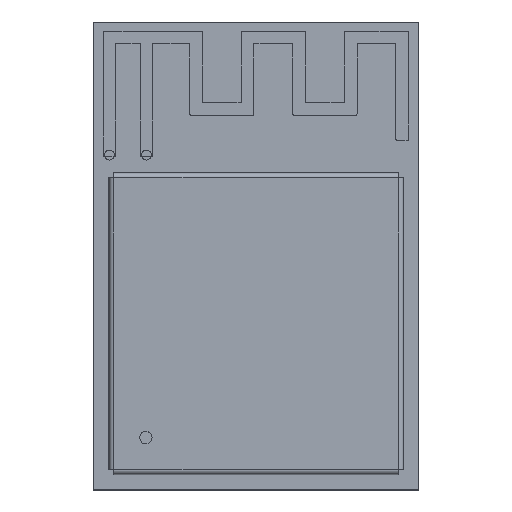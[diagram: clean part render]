
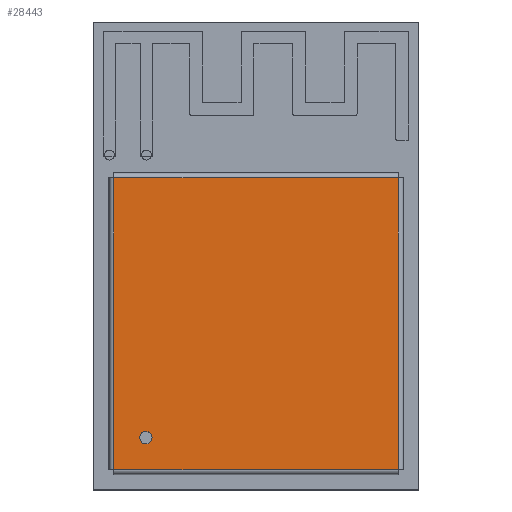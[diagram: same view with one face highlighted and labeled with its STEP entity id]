
A CAD part, top view. The second image highlights one B-rep face of the part: STEP entity #28443.
In plain terms, the highlighted face is planar.
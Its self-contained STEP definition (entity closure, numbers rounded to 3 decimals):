
#1089 = EDGE_CURVE ( 'NONE', #48312, #43236, #18045, .T. ) ;
#2118 = CARTESIAN_POINT ( 'NONE',  ( -4.475, 1.6, 5.775 ) ) ;
#3305 = LINE ( 'NONE', #77448, #57106 ) ;
#4394 = VERTEX_POINT ( 'NONE', #16774 ) ;
#4738 = EDGE_CURVE ( 'NONE', #30575, #48312, #41145, .T. ) ;
#5259 = CARTESIAN_POINT ( 'NONE',  ( 0., 1.6, 0. ) ) ;
#12566 = VECTOR ( 'NONE', #42639, 1000. ) ;
#14265 = ORIENTED_EDGE ( 'NONE', *, *, #4738, .T. ) ;
#16774 = CARTESIAN_POINT ( 'NONE',  ( 5.775, 1.6, -4.775 ) ) ;
#17836 = DIRECTION ( 'NONE',  ( -1., 0., 0. ) ) ;
#18045 = LINE ( 'NONE', #54790, #46529 ) ;
#19737 = CARTESIAN_POINT ( 'NONE',  ( 5.775, 1.6, -4.975 ) ) ;
#19866 = DIRECTION ( 'NONE',  ( 0., 1., 0. ) ) ;
#20488 = EDGE_CURVE ( 'NONE', #43236, #4394, #61990, .T. ) ;
#21028 = CARTESIAN_POINT ( 'NONE',  ( -5.775, 1.6, 7.075 ) ) ;
#21601 = VERTEX_POINT ( 'NONE', #55109 ) ;
#22048 = EDGE_LOOP ( 'NONE', ( #58876, #39818 ) ) ;
#22140 = EDGE_CURVE ( 'NONE', #72661, #21601, #46873, .T. ) ;
#22878 = AXIS2_PLACEMENT_3D ( 'NONE', #75841, #33986, #52193 ) ;
#26115 = CIRCLE ( 'NONE', #70253, 0.25 ) ;
#26458 = EDGE_LOOP ( 'NONE', ( #47618, #14265, #34875, #62410 ) ) ;
#28443 = ADVANCED_FACE ( 'NONE', ( #77470, #70777 ), #48298, .T. ) ;
#29698 = DIRECTION ( 'NONE',  ( 1., 0., 0. ) ) ;
#30575 = VERTEX_POINT ( 'NONE', #37968 ) ;
#32258 = EDGE_CURVE ( 'NONE', #21601, #72661, #26115, .T. ) ;
#33986 = DIRECTION ( 'NONE',  ( 0., 1., 0. ) ) ;
#34875 = ORIENTED_EDGE ( 'NONE', *, *, #1089, .T. ) ;
#37968 = CARTESIAN_POINT ( 'NONE',  ( -5.775, 1.6, -4.775 ) ) ;
#39818 = ORIENTED_EDGE ( 'NONE', *, *, #32258, .F. ) ;
#40328 = EDGE_CURVE ( 'NONE', #4394, #30575, #3305, .T. ) ;
#41145 = LINE ( 'NONE', #64100, #60014 ) ;
#42639 = DIRECTION ( 'NONE',  ( 0., 0., -1. ) ) ;
#43236 = VERTEX_POINT ( 'NONE', #65467 ) ;
#46529 = VECTOR ( 'NONE', #71731, 1000. ) ;
#46873 = CIRCLE ( 'NONE', #22878, 0.25 ) ;
#47618 = ORIENTED_EDGE ( 'NONE', *, *, #40328, .T. ) ;
#48298 = PLANE ( 'NONE',  #54969 ) ;
#48312 = VERTEX_POINT ( 'NONE', #21028 ) ;
#49912 = DIRECTION ( 'NONE',  ( 0., 0., 1. ) ) ;
#52193 = DIRECTION ( 'NONE',  ( 0., 0., 1. ) ) ;
#54790 = CARTESIAN_POINT ( 'NONE',  ( 5.975, 1.6, 7.075 ) ) ;
#54969 = AXIS2_PLACEMENT_3D ( 'NONE', #5259, #77585, #29698 ) ;
#55109 = CARTESIAN_POINT ( 'NONE',  ( -4.475, 1.6, 5.525 ) ) ;
#57106 = VECTOR ( 'NONE', #17836, 1000. ) ;
#58876 = ORIENTED_EDGE ( 'NONE', *, *, #22140, .F. ) ;
#60014 = VECTOR ( 'NONE', #75912, 1000. ) ;
#61990 = LINE ( 'NONE', #19737, #12566 ) ;
#62410 = ORIENTED_EDGE ( 'NONE', *, *, #20488, .T. ) ;
#63048 = CARTESIAN_POINT ( 'NONE',  ( -4.475, 1.6, 6.025 ) ) ;
#64100 = CARTESIAN_POINT ( 'NONE',  ( -5.775, 1.6, 4.975 ) ) ;
#65467 = CARTESIAN_POINT ( 'NONE',  ( 5.775, 1.6, 7.075 ) ) ;
#70253 = AXIS2_PLACEMENT_3D ( 'NONE', #2118, #19866, #49912 ) ;
#70777 = FACE_BOUND ( 'NONE', #22048, .T. ) ;
#71731 = DIRECTION ( 'NONE',  ( 1., 0., 0. ) ) ;
#72661 = VERTEX_POINT ( 'NONE', #63048 ) ;
#75841 = CARTESIAN_POINT ( 'NONE',  ( -4.475, 1.6, 5.775 ) ) ;
#75912 = DIRECTION ( 'NONE',  ( 0., 0., 1. ) ) ;
#77448 = CARTESIAN_POINT ( 'NONE',  ( -5.975, 1.6, -4.775 ) ) ;
#77470 = FACE_OUTER_BOUND ( 'NONE', #26458, .T. ) ;
#77585 = DIRECTION ( 'NONE',  ( 0., 1., 0. ) ) ;
